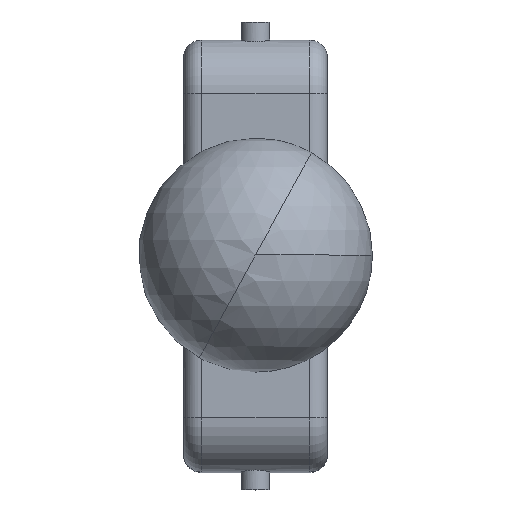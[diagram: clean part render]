
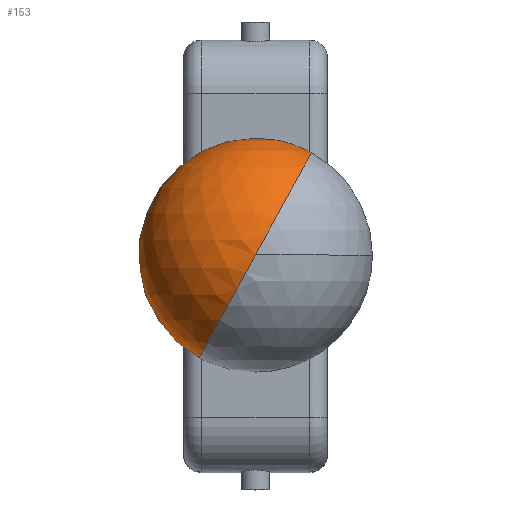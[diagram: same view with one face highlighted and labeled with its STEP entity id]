
A CAD part, top view. The second image highlights one B-rep face of the part: STEP entity #153.
In plain terms, the highlighted spherical face has radius 32.5 mm.
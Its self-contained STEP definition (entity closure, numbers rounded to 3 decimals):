
#8 = CIRCLE ( 'NONE', #1282, 32.5 ) ;
#10 = CARTESIAN_POINT ( 'NONE',  ( -8.287, -9.502, 216.544 ) ) ;
#36 = CARTESIAN_POINT ( 'NONE',  ( 0., 0.092, 246.515 ) ) ;
#49 = EDGE_CURVE ( 'NONE', #1633, #481, #950, .T. ) ;
#65 = DIRECTION ( 'NONE',  ( -0.878, 0.479, 0. ) ) ;
#153 = ADVANCED_FACE ( 'NONE', ( #2207 ), #346, .T. ) ;
#222 = CARTESIAN_POINT ( 'NONE',  ( -9.428, 8.36, 216.489 ) ) ;
#340 = EDGE_CURVE ( 'NONE', #1633, #1200, #8, .T. ) ;
#346 = SPHERICAL_SURFACE ( 'NONE', #644, 32.5 ) ;
#481 = VERTEX_POINT ( 'NONE', #1950 ) ;
#564 = CARTESIAN_POINT ( 'NONE',  ( 3.218, 12.145, 216.478 ) ) ;
#578 = ORIENTED_EDGE ( 'NONE', *, *, #1173, .F. ) ;
#634 = CARTESIAN_POINT ( 'NONE',  ( -12.323, -2.661, 216.523 ) ) ;
#644 = AXIS2_PLACEMENT_3D ( 'NONE', #3707, #3117, #1587 ) ;
#670 = CARTESIAN_POINT ( 'NONE',  ( -6.031, -10.949, 216.548 ) ) ;
#708 = CARTESIAN_POINT ( 'NONE',  ( -9.257, -8.559, 216.541 ) ) ;
#950 = B_SPLINE_CURVE_WITH_KNOTS ( 'NONE', 5,
 ( #670, #2177, #10, #708, #2248, #3138, #634, #3789, #3805 ),
 .UNSPECIFIED., .F., .F.,
 ( 6, 3, 6 ),
 ( 0., 18.524, 37.048 ),
 .UNSPECIFIED. ) ;
#1143 = CARTESIAN_POINT ( 'NONE',  ( 1.708, 12.45, 216.477 ) ) ;
#1173 = EDGE_CURVE ( 'NONE', #481, #3890, #1664, .T. ) ;
#1200 = VERTEX_POINT ( 'NONE', #1798 ) ;
#1235 = CARTESIAN_POINT ( 'NONE',  ( 5.954, 10.991, 216.481 ) ) ;
#1282 = AXIS2_PLACEMENT_3D ( 'NONE', #36, #2222, #3501 ) ;
#1283 = DIRECTION ( 'NONE',  ( -0.479, -0.878, 0. ) ) ;
#1358 = ORIENTED_EDGE ( 'NONE', *, *, #3027, .T. ) ;
#1419 = EDGE_LOOP ( 'NONE', ( #3629, #1358, #578, #3257 ) ) ;
#1427 = CARTESIAN_POINT ( 'NONE',  ( -8.514, 9.289, 216.486 ) ) ;
#1587 = DIRECTION ( 'NONE',  ( 1., 0., 0. ) ) ;
#1633 = VERTEX_POINT ( 'NONE', #2639 ) ;
#1664 = B_SPLINE_CURVE_WITH_KNOTS ( 'NONE', 5,
 ( #3020, #2086, #1775, #2046, #1751, #222, #1427, #3636, #3683, #3349, #1822, #2138, #1143, #564, #2384, #2362, #3283, #2722 ),
 .UNSPECIFIED., .F., .F.,
 ( 6, 3, 3, 3, 3, 6 ),
 ( 0., 18.122, 36.244, 51.008, 65.773, 72.488 ),
 .UNSPECIFIED. ) ;
#1751 = CARTESIAN_POINT ( 'NONE',  ( -10.998, 6.284, 216.496 ) ) ;
#1775 = CARTESIAN_POINT ( 'NONE',  ( -12.331, 2.601, 216.507 ) ) ;
#1798 = CARTESIAN_POINT ( 'NONE',  ( 0., 0.092, 279.015 ) ) ;
#1822 = CARTESIAN_POINT ( 'NONE',  ( -1.463, 12.525, 216.476 ) ) ;
#1950 = CARTESIAN_POINT ( 'NONE',  ( -12.5, 0., 216.515 ) ) ;
#2046 = CARTESIAN_POINT ( 'NONE',  ( -11.993, 3.869, 216.503 ) ) ;
#2086 = CARTESIAN_POINT ( 'NONE',  ( -12.5, 1.301, 216.511 ) ) ;
#2138 = CARTESIAN_POINT ( 'NONE',  ( 0.652, 12.55, 216.476 ) ) ;
#2177 = CARTESIAN_POINT ( 'NONE',  ( -7.203, -10.303, 216.546 ) ) ;
#2207 = FACE_OUTER_BOUND ( 'NONE', #1419, .T. ) ;
#2222 = DIRECTION ( 'NONE',  ( -0.878, 0.479, 0. ) ) ;
#2248 = CARTESIAN_POINT ( 'NONE',  ( -10.921, -6.44, 216.534 ) ) ;
#2362 = CARTESIAN_POINT ( 'NONE',  ( 5.1, 11.427, 216.48 ) ) ;
#2384 = CARTESIAN_POINT ( 'NONE',  ( 4.658, 11.614, 216.479 ) ) ;
#2639 = CARTESIAN_POINT ( 'NONE',  ( -6.031, -10.949, 216.548 ) ) ;
#2722 = CARTESIAN_POINT ( 'NONE',  ( 5.954, 10.991, 216.481 ) ) ;
#2877 = AXIS2_PLACEMENT_3D ( 'NONE', #3472, #65, #1283 ) ;
#3020 = CARTESIAN_POINT ( 'NONE',  ( -12.5, 0., 216.515 ) ) ;
#3027 = EDGE_CURVE ( 'NONE', #1200, #3890, #3861, .T. ) ;
#3117 = DIRECTION ( 'NONE',  ( 0., -1., 0. ) ) ;
#3138 = CARTESIAN_POINT ( 'NONE',  ( -11.969, -3.962, 216.527 ) ) ;
#3257 = ORIENTED_EDGE ( 'NONE', *, *, #49, .F. ) ;
#3283 = CARTESIAN_POINT ( 'NONE',  ( 5.533, 11.219, 216.48 ) ) ;
#3349 = CARTESIAN_POINT ( 'NONE',  ( -3.523, 12.063, 216.478 ) ) ;
#3472 = CARTESIAN_POINT ( 'NONE',  ( 0., 0.092, 246.515 ) ) ;
#3501 = DIRECTION ( 'NONE',  ( -0.479, -0.878, 0. ) ) ;
#3629 = ORIENTED_EDGE ( 'NONE', *, *, #340, .T. ) ;
#3636 = CARTESIAN_POINT ( 'NONE',  ( -6.658, 10.741, 216.482 ) ) ;
#3683 = CARTESIAN_POINT ( 'NONE',  ( -4.524, 11.724, 216.479 ) ) ;
#3707 = CARTESIAN_POINT ( 'NONE',  ( 0., 0.092, 246.515 ) ) ;
#3789 = CARTESIAN_POINT ( 'NONE',  ( -12.5, -1.33, 216.519 ) ) ;
#3805 = CARTESIAN_POINT ( 'NONE',  ( -12.5, 0., 216.515 ) ) ;
#3861 = CIRCLE ( 'NONE', #2877, 32.5 ) ;
#3890 = VERTEX_POINT ( 'NONE', #1235 ) ;
